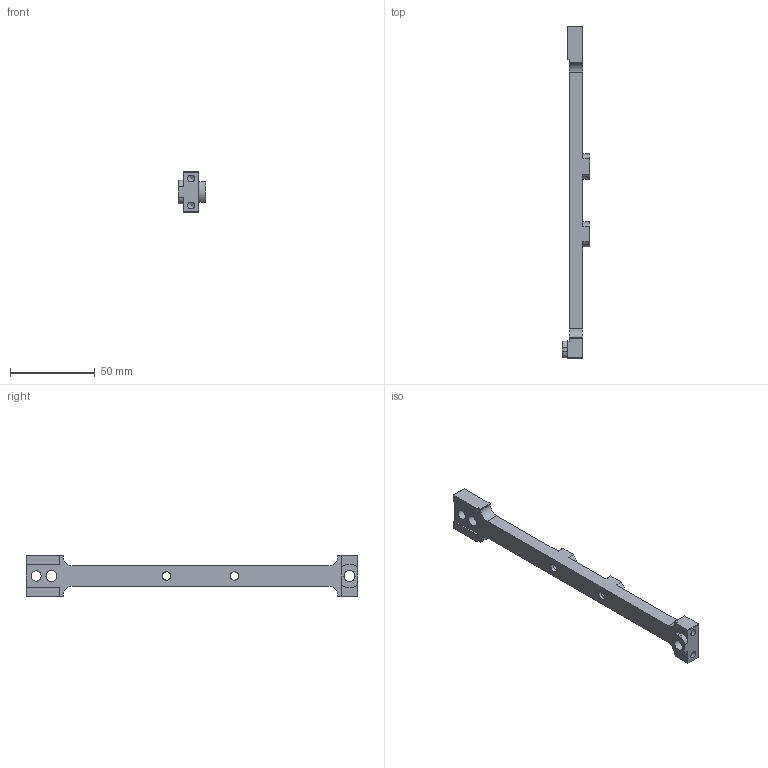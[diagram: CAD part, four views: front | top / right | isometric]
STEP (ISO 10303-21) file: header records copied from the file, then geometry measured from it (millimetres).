
FILE_DESCRIPTION(/* description */ (''),/* implementation_level */ '2;1');
FILE_NAME(/* name */ '003566_F.stp',/* time_stamp */ '2017-07-18T11:06:05+02:00',/* author */ (''),/* organization */ (''),/* preprocessor_version */ 'ST-DEVELOPER v16',/* originating_system */ 'SIEMENS PLM Software NX 10.0',/* authorisation */ '');
FILE_SCHEMA (('AUTOMOTIVE_DESIGN { 1 0 10303 214 3 1 1 1 }'));
Length unit declared in the file: millimetre
Products named in the file (1): 003566_F
Bounding box: 16 x 196 x 24 mm (x, y, z)
Volume: 21595.6 mm3; surface area: 11041.7 mm2
Topology: 1 solids, 1 shells, 77 faces, 219 edges, 146 vertices
Faces by surface type: cylinder 39, plane 32, cone 6
Full cylindrical faces by diameter (mm): 4 x4, 5 x2, 6 x1, 6.5 x2, 10 x2
Entity records: 2418 total; most frequent: DIRECTION 428, CARTESIAN_POINT 410, ORIENTED_EDGE 384, EDGE_CURVE 192, AXIS2_PLACEMENT_3D 158, VERTEX_POINT 140, LINE 112, VECTOR 112
